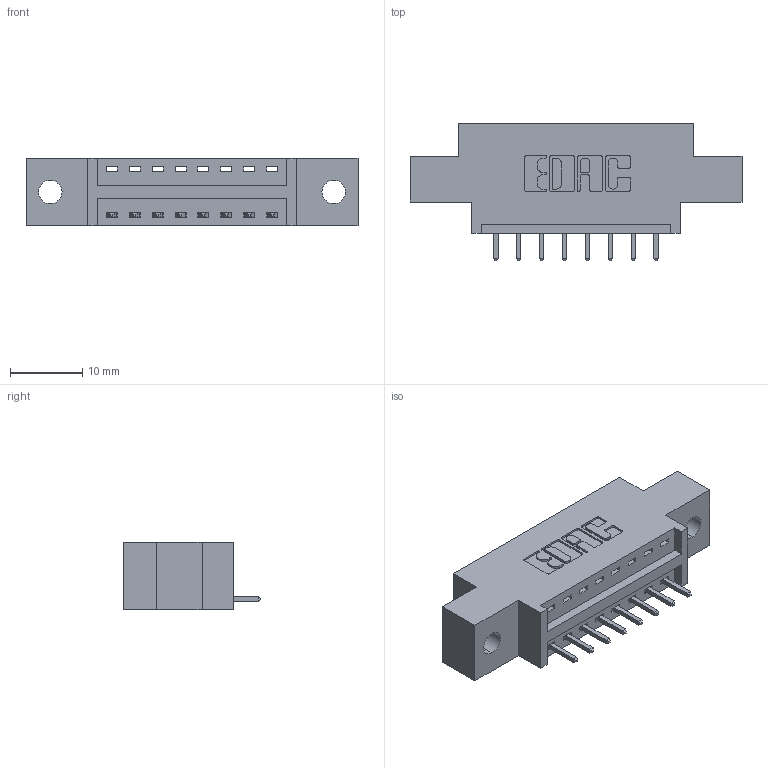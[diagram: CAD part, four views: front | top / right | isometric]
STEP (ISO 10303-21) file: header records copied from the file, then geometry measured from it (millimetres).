
FILE_DESCRIPTION (( 'STEP AP203' ), '1' );
FILE_NAME ('396-008-521-602.STEP', '2018-08-31T00:24:51', ( '' ), ( '' ), 'SwSTEP 2.0', 'SolidWorks 2016', '' );
FILE_SCHEMA (( 'CONFIG_CONTROL_DESIGN' ));
Length unit declared in the file: inch
Products named in the file (3): 346 Part_0.170 Offset - 0.128 Dia; 345-292-001_345-293-121; 396-008-521-602
Assembly tree (9 placements, depth 2):
  396-008-521-602
    346 Part_0.170 Offset - 0.128 Dia
    345-292-001_345-293-121  x8
Bounding box: 45.97 x 19.05 x 9.4 mm (x, y, z)
Volume: 3952.4 mm3; surface area: 4371.7 mm2
Topology: 9 solids, 9 shells, 590 faces, 1749 edges, 1154 vertices
Faces by surface type: plane 400, cylinder 190
Entity records: 9695 total; most frequent: CARTESIAN_POINT 1680, ORIENTED_EDGE 1622, DIRECTION 1523, EDGE_CURVE 811, VECTOR 647, LINE 647, VERTEX_POINT 538, AXIS2_PLACEMENT_3D 438
